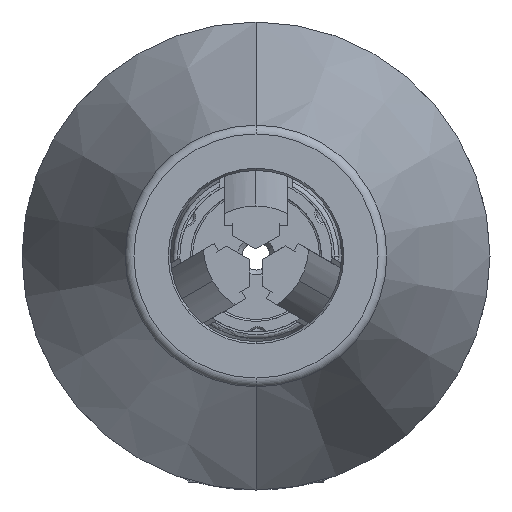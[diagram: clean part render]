
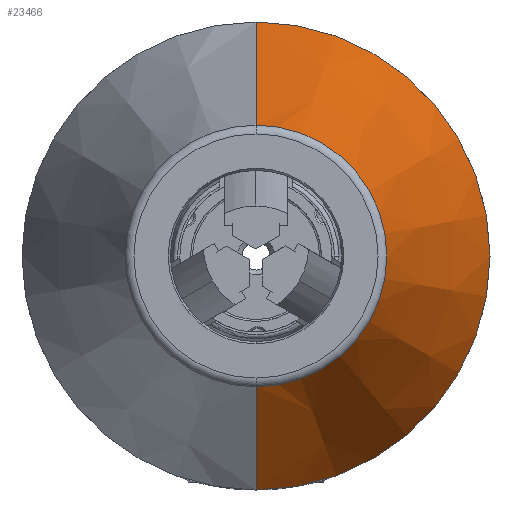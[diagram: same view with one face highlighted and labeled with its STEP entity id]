
A CAD part, front view. The second image highlights one B-rep face of the part: STEP entity #23466.
In plain terms, the highlighted conical face has half-angle 20 degrees and reference radius 25.05 mm.
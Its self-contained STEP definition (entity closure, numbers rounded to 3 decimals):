
#787 = EDGE_CURVE ( 'NONE', #29011, #30910, #31745, .T. ) ;
#897 = CIRCLE ( 'NONE', #31165, 25.05 ) ;
#1298 = DIRECTION ( 'NONE',  ( 0., -1., 0. ) ) ;
#2427 = CARTESIAN_POINT ( 'NONE',  ( 0., 44., 0. ) ) ;
#2487 = CARTESIAN_POINT ( 'NONE',  ( 0., 74.342, 14.006 ) ) ;
#2643 = CARTESIAN_POINT ( 'NONE',  ( 0., 44., 25.05 ) ) ;
#2915 = EDGE_CURVE ( 'NONE', #25629, #30910, #897, .T. ) ;
#3805 = EDGE_CURVE ( 'NONE', #5466, #25629, #19388, .T. ) ;
#4211 = DIRECTION ( 'NONE',  ( 0., 0., -1. ) ) ;
#4383 = ORIENTED_EDGE ( 'NONE', *, *, #787, .T. ) ;
#5466 = VERTEX_POINT ( 'NONE', #37424 ) ;
#5694 = AXIS2_PLACEMENT_3D ( 'NONE', #30157, #35677, #21053 ) ;
#5914 = DIRECTION ( 'NONE',  ( 0., -0.94, 0.342 ) ) ;
#8933 = CARTESIAN_POINT ( 'NONE',  ( 0., 44., 25.05 ) ) ;
#14782 = CARTESIAN_POINT ( 'NONE',  ( 0., 44., -25.05 ) ) ;
#15924 = FACE_OUTER_BOUND ( 'NONE', #22813, .T. ) ;
#18208 = VECTOR ( 'NONE', #5914, 1000. ) ;
#18856 = ORIENTED_EDGE ( 'NONE', *, *, #27029, .T. ) ;
#19388 = LINE ( 'NONE', #35308, #28898 ) ;
#20727 = CIRCLE ( 'NONE', #34387, 14.006 ) ;
#21053 = DIRECTION ( 'NONE',  ( 0., 0., -1. ) ) ;
#22605 = DIRECTION ( 'NONE',  ( 0., -1., 0. ) ) ;
#22813 = EDGE_LOOP ( 'NONE', ( #18856, #4383, #30315, #28475 ) ) ;
#22840 = DIRECTION ( 'NONE',  ( 0., 0., -1. ) ) ;
#23466 = ADVANCED_FACE ( 'NONE', ( #15924 ), #26257, .T. ) ;
#23601 = DIRECTION ( 'NONE',  ( 0., -0.94, -0.342 ) ) ;
#25629 = VERTEX_POINT ( 'NONE', #14782 ) ;
#26257 = CONICAL_SURFACE ( 'NONE', #5694, 25.05, 0.349 ) ;
#27029 = EDGE_CURVE ( 'NONE', #5466, #29011, #20727, .T. ) ;
#28475 = ORIENTED_EDGE ( 'NONE', *, *, #3805, .F. ) ;
#28898 = VECTOR ( 'NONE', #23601, 1000. ) ;
#29011 = VERTEX_POINT ( 'NONE', #2487 ) ;
#30157 = CARTESIAN_POINT ( 'NONE',  ( 0., 44., 0. ) ) ;
#30315 = ORIENTED_EDGE ( 'NONE', *, *, #2915, .F. ) ;
#30910 = VERTEX_POINT ( 'NONE', #8933 ) ;
#31165 = AXIS2_PLACEMENT_3D ( 'NONE', #2427, #22605, #22840 ) ;
#31745 = LINE ( 'NONE', #2643, #18208 ) ;
#34387 = AXIS2_PLACEMENT_3D ( 'NONE', #35975, #1298, #4211 ) ;
#35308 = CARTESIAN_POINT ( 'NONE',  ( 0., 44., -25.05 ) ) ;
#35677 = DIRECTION ( 'NONE',  ( 0., -1., 0. ) ) ;
#35975 = CARTESIAN_POINT ( 'NONE',  ( 0., 74.342, 0. ) ) ;
#37424 = CARTESIAN_POINT ( 'NONE',  ( 0., 74.342, -14.006 ) ) ;
